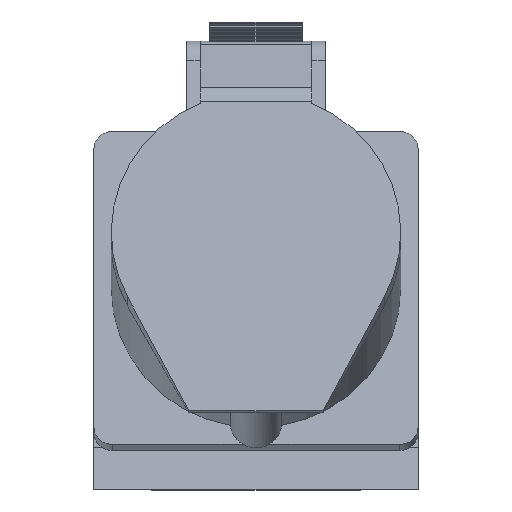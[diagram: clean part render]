
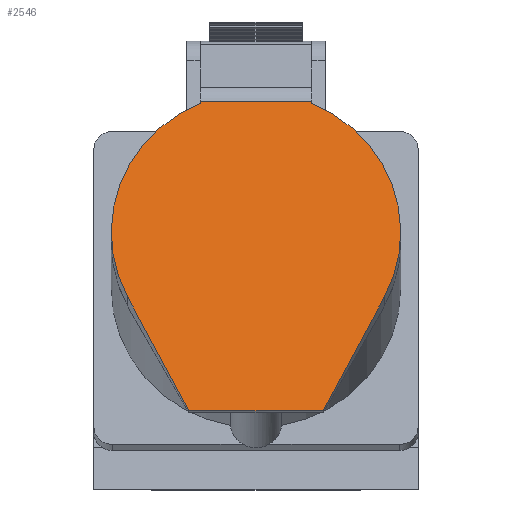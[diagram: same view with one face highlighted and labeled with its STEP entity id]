
A CAD part, top view. The second image highlights one B-rep face of the part: STEP entity #2546.
In plain terms, the highlighted planar face has unit normal (0, 0.259, 0.966).
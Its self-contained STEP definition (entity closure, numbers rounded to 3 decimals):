
#257 = VERTEX_POINT ( 'NONE', #14012 ) ;
#1159 = CARTESIAN_POINT ( 'NONE',  ( 12., 83.263, 115.989 ) ) ;
#1805 = VECTOR ( 'NONE', #19552, 1000. ) ;
#1934 = CARTESIAN_POINT ( 'NONE',  ( 0., 34.575, 129.035 ) ) ;
#2242 = DIRECTION ( 'NONE',  ( 0.462, -0.857, 0.23 ) ) ;
#2281 = CARTESIAN_POINT ( 'NONE',  ( 14.5, 16.926, 133.764 ) ) ;
#2546 = ADVANCED_FACE ( 'NONE', ( #5119 ), #7014, .T. ) ;
#2619 = LINE ( 'NONE', #12320, #7176 ) ;
#3399 = LINE ( 'NONE', #19869, #16190 ) ;
#3457 = DIRECTION ( 'NONE',  ( 0., 0.259, 0.966 ) ) ;
#3512 = VERTEX_POINT ( 'NONE', #20928 ) ;
#3876 = CARTESIAN_POINT ( 'NONE',  ( -14.5, 16.926, 133.764 ) ) ;
#4031 = ORIENTED_EDGE ( 'NONE', *, *, #8287, .T. ) ;
#4077 = EDGE_LOOP ( 'NONE', ( #12970, #6108, #5102, #19917, #13359, #4031, #7407, #20513 ) ) ;
#4444 = VECTOR ( 'NONE', #2242, 1000. ) ;
#4979 = VECTOR ( 'NONE', #14367, 1000. ) ;
#5102 = ORIENTED_EDGE ( 'NONE', *, *, #8180, .F. ) ;
#5119 = FACE_OUTER_BOUND ( 'NONE', #4077, .T. ) ;
#5285 = CARTESIAN_POINT ( 'NONE',  ( -27.719, 41.454, 127.191 ) ) ;
#5340 = DIRECTION ( 'NONE',  ( 0., -0.966, 0.259 ) ) ;
#5638 = CARTESIAN_POINT ( 'NONE',  ( -27.719, 41.454, 127.191 ) ) ;
#5976 = CARTESIAN_POINT ( 'NONE',  ( -12., 83.263, 115.989 ) ) ;
#6108 = ORIENTED_EDGE ( 'NONE', *, *, #8120, .T. ) ;
#6992 = EDGE_CURVE ( 'NONE', #20951, #21814, #10504, .T. ) ;
#7014 = PLANE ( 'NONE',  #21981 ) ;
#7093 = EDGE_CURVE ( 'NONE', #7481, #12277, #21495, .T. ) ;
#7176 = VECTOR ( 'NONE', #17602, 1000. ) ;
#7407 = ORIENTED_EDGE ( 'NONE', *, *, #8346, .T. ) ;
#7481 = VERTEX_POINT ( 'NONE', #5976 ) ;
#8111 = EDGE_CURVE ( 'NONE', #21814, #257, #2619, .T. ) ;
#8120 = EDGE_CURVE ( 'NONE', #257, #3512, #11273, .T. ) ;
#8180 = EDGE_CURVE ( 'NONE', #7481, #3512, #14294, .T. ) ;
#8213 = EDGE_CURVE ( 'NONE', #12277, #14945, #14832, .T. ) ;
#8287 = EDGE_CURVE ( 'NONE', #14945, #16910, #3399, .T. ) ;
#8346 = EDGE_CURVE ( 'NONE', #16910, #20951, #15647, .T. ) ;
#8895 = CARTESIAN_POINT ( 'NONE',  ( 0., 55.392, 123.457 ) ) ;
#8934 = CARTESIAN_POINT ( 'NONE',  ( 0., 83.735, 115.862 ) ) ;
#10504 = CIRCLE ( 'NONE', #14593, 31.25 ) ;
#10657 = DIRECTION ( 'NONE',  ( 0., -0.966, 0.259 ) ) ;
#10699 = DIRECTION ( 'NONE',  ( -1., 0., 0. ) ) ;
#11273 = LINE ( 'NONE', #8934, #19884 ) ;
#12277 = VERTEX_POINT ( 'NONE', #5285 ) ;
#12320 = CARTESIAN_POINT ( 'NONE',  ( 12., 34.575, 129.035 ) ) ;
#12970 = ORIENTED_EDGE ( 'NONE', *, *, #8111, .T. ) ;
#13359 = ORIENTED_EDGE ( 'NONE', *, *, #8213, .T. ) ;
#13883 = CARTESIAN_POINT ( 'NONE',  ( 0., 55.392, 123.457 ) ) ;
#14012 = CARTESIAN_POINT ( 'NONE',  ( 12., 83.735, 115.862 ) ) ;
#14294 = LINE ( 'NONE', #19443, #4979 ) ;
#14367 = DIRECTION ( 'NONE',  ( 0., 0.966, -0.259 ) ) ;
#14585 = AXIS2_PLACEMENT_3D ( 'NONE', #8895, #20950, #10657 ) ;
#14593 = AXIS2_PLACEMENT_3D ( 'NONE', #13883, #3457, #15629 ) ;
#14832 = LINE ( 'NONE', #5638, #4444 ) ;
#14945 = VERTEX_POINT ( 'NONE', #3876 ) ;
#15629 = DIRECTION ( 'NONE',  ( 0., -0.966, 0.259 ) ) ;
#15645 = CARTESIAN_POINT ( 'NONE',  ( 14.5, 16.926, 133.764 ) ) ;
#15647 = LINE ( 'NONE', #2281, #1805 ) ;
#15815 = DIRECTION ( 'NONE',  ( 0., 0.259, 0.966 ) ) ;
#16190 = VECTOR ( 'NONE', #21550, 1000. ) ;
#16910 = VERTEX_POINT ( 'NONE', #15645 ) ;
#17559 = CARTESIAN_POINT ( 'NONE',  ( 27.719, 41.454, 127.191 ) ) ;
#17602 = DIRECTION ( 'NONE',  ( 0., 0.966, -0.259 ) ) ;
#19443 = CARTESIAN_POINT ( 'NONE',  ( -12., 34.575, 129.035 ) ) ;
#19552 = DIRECTION ( 'NONE',  ( 0.462, 0.857, -0.23 ) ) ;
#19869 = CARTESIAN_POINT ( 'NONE',  ( -14.5, 16.926, 133.764 ) ) ;
#19884 = VECTOR ( 'NONE', #10699, 1000. ) ;
#19917 = ORIENTED_EDGE ( 'NONE', *, *, #7093, .T. ) ;
#20513 = ORIENTED_EDGE ( 'NONE', *, *, #6992, .T. ) ;
#20928 = CARTESIAN_POINT ( 'NONE',  ( -12., 83.735, 115.862 ) ) ;
#20950 = DIRECTION ( 'NONE',  ( 0., 0.259, 0.966 ) ) ;
#20951 = VERTEX_POINT ( 'NONE', #17559 ) ;
#21495 = CIRCLE ( 'NONE', #14585, 31.25 ) ;
#21550 = DIRECTION ( 'NONE',  ( 1., 0., 0. ) ) ;
#21814 = VERTEX_POINT ( 'NONE', #1159 ) ;
#21981 = AXIS2_PLACEMENT_3D ( 'NONE', #1934, #15815, #5340 ) ;
